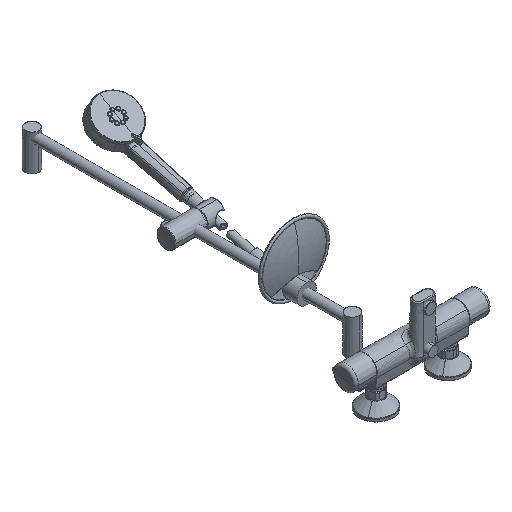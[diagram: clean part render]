
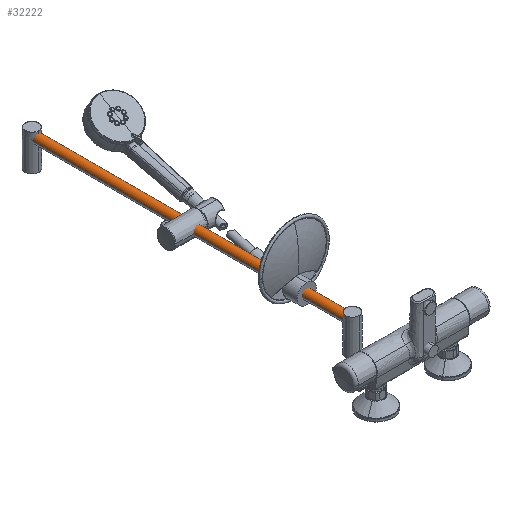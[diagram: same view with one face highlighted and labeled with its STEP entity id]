
A CAD part, isometric view. The second image highlights one B-rep face of the part: STEP entity #32222.
In plain terms, the highlighted cylindrical face has radius 9.5 mm (diameter 19 mm), a partial arc.
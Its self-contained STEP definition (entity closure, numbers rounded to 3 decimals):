
#393 = DIRECTION ( 'NONE',  ( 1., 0., 0. ) ) ;
#603 = CARTESIAN_POINT ( 'NONE',  ( -20., 334.885, 0. ) ) ;
#950 = EDGE_CURVE ( 'NONE', #25025, #33670, #17459, .T. ) ;
#2702 = CARTESIAN_POINT ( 'NONE',  ( -20., -349.115, 0. ) ) ;
#5905 = EDGE_CURVE ( 'NONE', #22364, #49557, #7993, .T. ) ;
#7993 = CIRCLE ( 'NONE', #29779, 9.5 ) ;
#8652 = ORIENTED_EDGE ( 'NONE', *, *, #950, .T. ) ;
#11861 = CARTESIAN_POINT ( 'NONE',  ( -10.5, -349.115, 0. ) ) ;
#17242 = ORIENTED_EDGE ( 'NONE', *, *, #5905, .T. ) ;
#17459 = CIRCLE ( 'NONE', #27956, 9.5 ) ;
#21615 = DIRECTION ( 'NONE',  ( 0., -1., 0. ) ) ;
#22364 = VERTEX_POINT ( 'NONE', #27231 ) ;
#23171 = ORIENTED_EDGE ( 'NONE', *, *, #27214, .F. ) ;
#25025 = VERTEX_POINT ( 'NONE', #32090 ) ;
#27214 = EDGE_CURVE ( 'NONE', #25025, #49557, #47447, .T. ) ;
#27231 = CARTESIAN_POINT ( 'NONE',  ( -29.5, -349.115, 0. ) ) ;
#27343 = DIRECTION ( 'NONE',  ( 1., 0., 0. ) ) ;
#27956 = AXIS2_PLACEMENT_3D ( 'NONE', #603, #21615, #27343 ) ;
#28788 = DIRECTION ( 'NONE',  ( 0., -1., 0. ) ) ;
#29779 = AXIS2_PLACEMENT_3D ( 'NONE', #2702, #52688, #53484 ) ;
#32090 = CARTESIAN_POINT ( 'NONE',  ( -10.5, 334.885, 0. ) ) ;
#32222 = ADVANCED_FACE ( 'NONE', ( #46024 ), #50637, .T. ) ;
#33670 = VERTEX_POINT ( 'NONE', #35400 ) ;
#33716 = CARTESIAN_POINT ( 'NONE',  ( -29.5, 369.085, 0. ) ) ;
#34411 = EDGE_LOOP ( 'NONE', ( #8652, #48079, #17242, #23171 ) ) ;
#34868 = CARTESIAN_POINT ( 'NONE',  ( -10.5, 369.085, 0. ) ) ;
#35145 = DIRECTION ( 'NONE',  ( 0., -1., 0. ) ) ;
#35400 = CARTESIAN_POINT ( 'NONE',  ( -29.5, 334.885, 0. ) ) ;
#37826 = CARTESIAN_POINT ( 'NONE',  ( -20., 369.085, 0. ) ) ;
#41550 = EDGE_CURVE ( 'NONE', #33670, #22364, #46281, .T. ) ;
#43649 = VECTOR ( 'NONE', #28788, 1000. ) ;
#44624 = AXIS2_PLACEMENT_3D ( 'NONE', #37826, #46810, #393 ) ;
#46024 = FACE_OUTER_BOUND ( 'NONE', #34411, .T. ) ;
#46281 = LINE ( 'NONE', #33716, #43649 ) ;
#46810 = DIRECTION ( 'NONE',  ( 0., -1., 0. ) ) ;
#47447 = LINE ( 'NONE', #34868, #48004 ) ;
#48004 = VECTOR ( 'NONE', #35145, 1000. ) ;
#48079 = ORIENTED_EDGE ( 'NONE', *, *, #41550, .T. ) ;
#49557 = VERTEX_POINT ( 'NONE', #11861 ) ;
#50637 = CYLINDRICAL_SURFACE ( 'NONE', #44624, 9.5 ) ;
#52688 = DIRECTION ( 'NONE',  ( 0., 1., 0. ) ) ;
#53484 = DIRECTION ( 'NONE',  ( 1., 0., 0. ) ) ;
